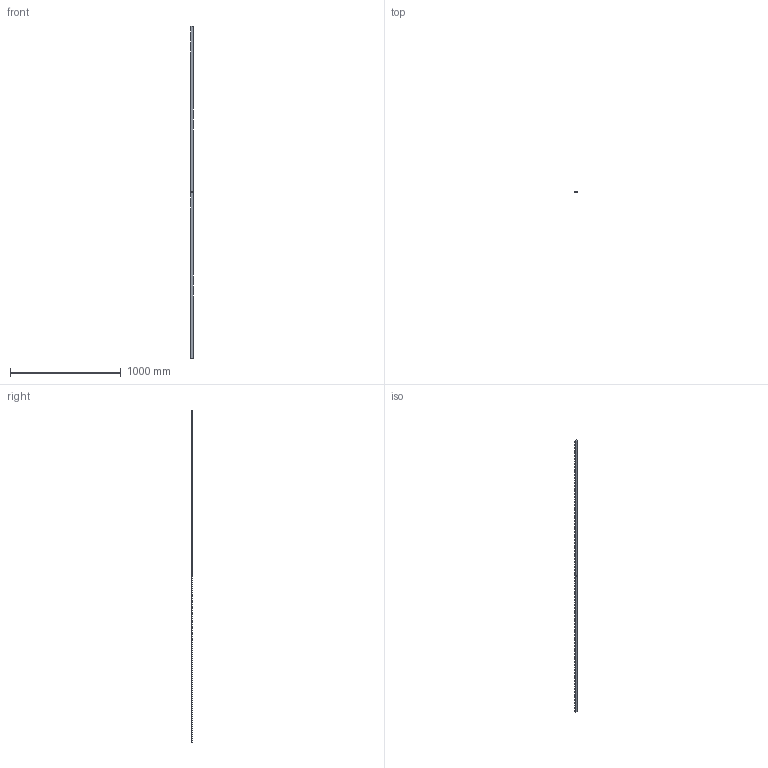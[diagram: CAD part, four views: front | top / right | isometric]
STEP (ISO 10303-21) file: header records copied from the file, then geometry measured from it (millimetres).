
FILE_DESCRIPTION (( 'STEP AP203' ), '1' );
FILE_NAME ('2201.step', '2022-04-27T08:05:45', ( '' ), ( '' ), 'SwSTEP 2.0', 'SolidWorks 2018', '' );
FILE_SCHEMA (( 'CONFIG_CONTROL_DESIGN' ));
Length unit declared in the file: millimetre
Products named in the file (1): 2201
Bounding box: 20 x 8 x 3000 mm (x, y, z)
Volume: 473221.1 mm3; surface area: 166151.2 mm2
Topology: 1 solids, 1 shells, 407 faces, 1563 edges, 775 vertices
Faces by surface type: torus 201, plane 117, bspline 89
Entity records: 17664 total; most frequent: CARTESIAN_POINT 7163, ORIENTED_EDGE 2326, DIRECTION 2027, EDGE_CURVE 1163, VERTEX_POINT 775, AXIS2_PLACEMENT_3D 723, LINE 581, VECTOR 581
